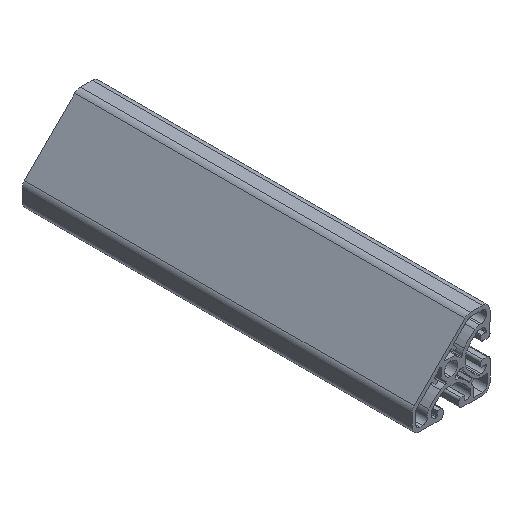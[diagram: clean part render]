
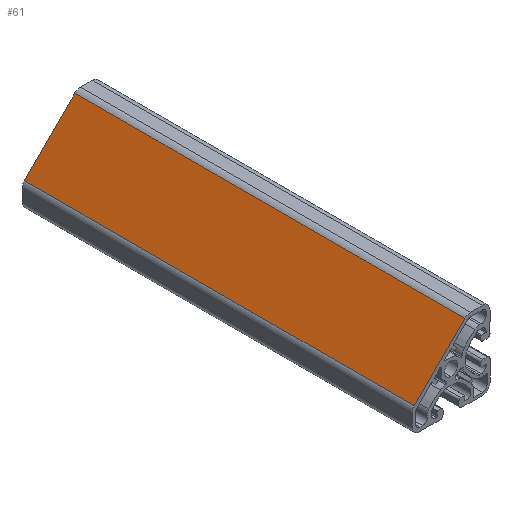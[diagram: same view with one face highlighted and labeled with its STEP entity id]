
A CAD part, isometric view. The second image highlights one B-rep face of the part: STEP entity #61.
In plain terms, the highlighted planar face has unit normal (-0.707, 0, 0.707).
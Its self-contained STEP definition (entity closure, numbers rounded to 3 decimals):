
#61 = ADVANCED_FACE ( 'NONE', ( #4048 ), #747, .T. ) ;
#83 = LINE ( 'NONE', #950, #1363 ) ;
#303 = VERTEX_POINT ( 'NONE', #2657 ) ;
#333 = DIRECTION ( 'NONE',  ( 0.707, 0., 0.707 ) ) ;
#457 = VECTOR ( 'NONE', #4682, 1000. ) ;
#705 = EDGE_LOOP ( 'NONE', ( #3437, #1369, #3693, #1584 ) ) ;
#741 = CARTESIAN_POINT ( 'NONE',  ( -18.828, 200., -7.148 ) ) ;
#747 = PLANE ( 'NONE',  #2213 ) ;
#950 = CARTESIAN_POINT ( 'NONE',  ( -18.828, 200., -7.148 ) ) ;
#1234 = EDGE_CURVE ( 'NONE', #4202, #4491, #3855, .T. ) ;
#1284 = DIRECTION ( 'NONE',  ( -0.707, 0., -0.707 ) ) ;
#1363 = VECTOR ( 'NONE', #1284, 1000. ) ;
#1369 = ORIENTED_EDGE ( 'NONE', *, *, #2723, .T. ) ;
#1394 = CARTESIAN_POINT ( 'NONE',  ( -18.828, 0., -7.148 ) ) ;
#1584 = ORIENTED_EDGE ( 'NONE', *, *, #1234, .T. ) ;
#2193 = VECTOR ( 'NONE', #2220, 1000. ) ;
#2213 = AXIS2_PLACEMENT_3D ( 'NONE', #2396, #2435, #333 ) ;
#2220 = DIRECTION ( 'NONE',  ( 0., 1., 0. ) ) ;
#2382 = LINE ( 'NONE', #1394, #4474 ) ;
#2396 = CARTESIAN_POINT ( 'NONE',  ( -18.828, 0., -7.148 ) ) ;
#2435 = DIRECTION ( 'NONE',  ( -0.707, 0., 0.707 ) ) ;
#2657 = CARTESIAN_POINT ( 'NONE',  ( 7.148, 0., 18.828 ) ) ;
#2682 = EDGE_CURVE ( 'NONE', #4491, #303, #2382, .T. ) ;
#2723 = EDGE_CURVE ( 'NONE', #303, #3422, #5325, .T. ) ;
#3123 = CARTESIAN_POINT ( 'NONE',  ( -18.828, 0., -7.148 ) ) ;
#3422 = VERTEX_POINT ( 'NONE', #5223 ) ;
#3437 = ORIENTED_EDGE ( 'NONE', *, *, #2682, .T. ) ;
#3439 = CARTESIAN_POINT ( 'NONE',  ( -18.828, 0., -7.148 ) ) ;
#3480 = DIRECTION ( 'NONE',  ( 0.707, 0., 0.707 ) ) ;
#3693 = ORIENTED_EDGE ( 'NONE', *, *, #3767, .T. ) ;
#3767 = EDGE_CURVE ( 'NONE', #3422, #4202, #83, .T. ) ;
#3855 = LINE ( 'NONE', #3439, #457 ) ;
#3920 = CARTESIAN_POINT ( 'NONE',  ( 7.148, 0., 18.828 ) ) ;
#4048 = FACE_OUTER_BOUND ( 'NONE', #705, .T. ) ;
#4202 = VERTEX_POINT ( 'NONE', #741 ) ;
#4474 = VECTOR ( 'NONE', #3480, 1000. ) ;
#4491 = VERTEX_POINT ( 'NONE', #3123 ) ;
#4682 = DIRECTION ( 'NONE',  ( 0., -1., 0. ) ) ;
#5223 = CARTESIAN_POINT ( 'NONE',  ( 7.148, 200., 18.828 ) ) ;
#5325 = LINE ( 'NONE', #3920, #2193 ) ;
